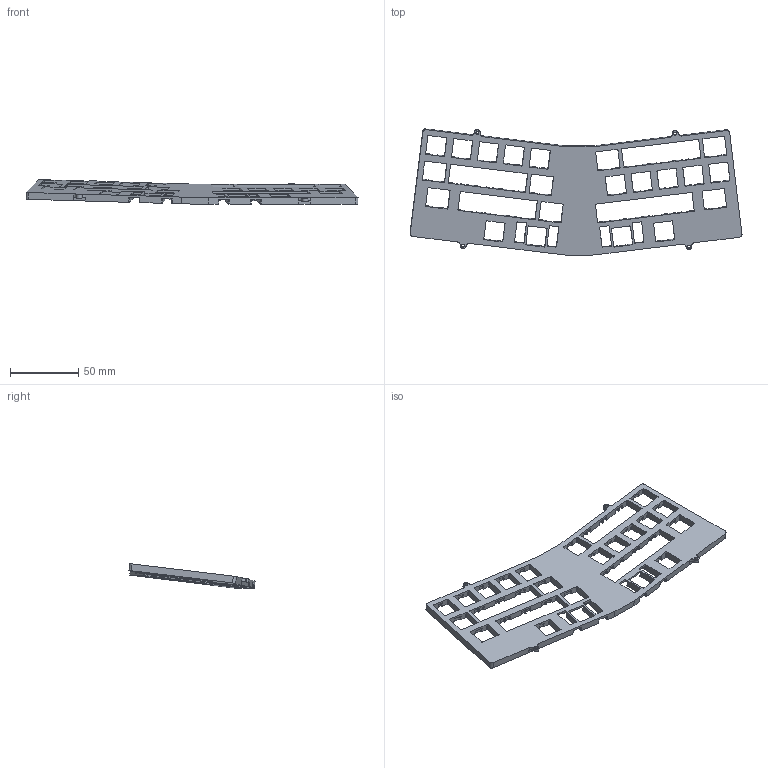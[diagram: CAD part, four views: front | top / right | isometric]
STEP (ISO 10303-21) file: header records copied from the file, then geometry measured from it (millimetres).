
FILE_DESCRIPTION(/* description */ (''),/* implementation_level */ '2;1');
FILE_NAME(/* name */ 'plate.step',/* time_stamp */ '2024-02-02T22:34:22-05:00',/* author */ (''),/* organization */ (''),/* preprocessor_version */ 'ST-DEVELOPER v20',/* originating_system */ 'Autodesk Translation Framework v12.14.0.127',/* authorisation */ '');
FILE_SCHEMA (('AUTOMOTIVE_DESIGN { 1 0 10303 214 3 1 1 }'));
Length unit declared in the file: millimetre
Products named in the file (1): la lettre
Bounding box: 242.65 x 92.24 x 17.95 mm (x, y, z)
Volume: 50016.1 mm3; surface area: 34360.4 mm2
Topology: 1 solids, 1 shells, 850 faces, 2573 edges, 1717 vertices
Faces by surface type: plane 523, bspline 323, cylinder 4
Full cylindrical faces by diameter (mm): 2.1 x1, 2.2 x3
Entity records: 30485 total; most frequent: CARTESIAN_POINT 9574, ORIENTED_EDGE 5146, DIRECTION 2948, EDGE_CURVE 2573, LINE 1876, VECTOR 1876, VERTEX_POINT 1717, EDGE_LOOP 908
